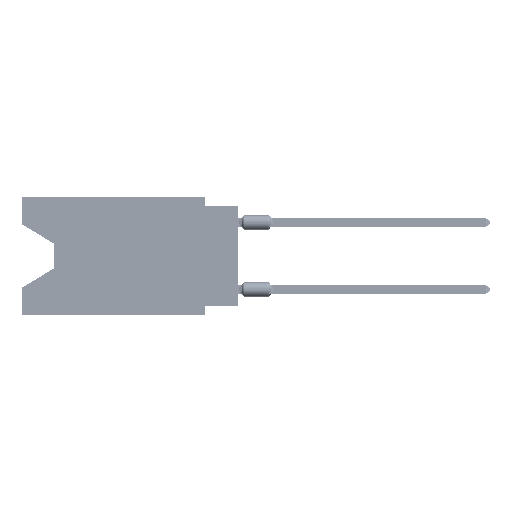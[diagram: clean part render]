
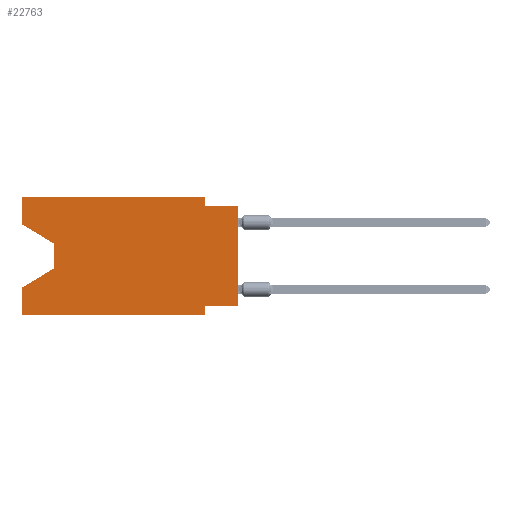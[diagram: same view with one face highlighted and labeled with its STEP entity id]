
A CAD part, left-side view. The second image highlights one B-rep face of the part: STEP entity #22763.
In plain terms, the highlighted planar face has unit normal (-1, 0, 0).
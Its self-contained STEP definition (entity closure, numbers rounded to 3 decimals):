
#19 = ORIENTED_EDGE ( 'NONE', *, *, #40957, .F. ) ;
#729 = ORIENTED_EDGE ( 'NONE', *, *, #78965, .F. ) ;
#1804 = DIRECTION ( 'NONE',  ( 0., 0.855, -0.519 ) ) ;
#5754 = CARTESIAN_POINT ( 'NONE',  ( 0., 16.383, -8.89 ) ) ;
#6464 = CARTESIAN_POINT ( 'NONE',  ( 0., 16.383, -2.038 ) ) ;
#6737 = VERTEX_POINT ( 'NONE', #63795 ) ;
#8876 = VERTEX_POINT ( 'NONE', #54297 ) ;
#9846 = EDGE_CURVE ( 'NONE', #22981, #45144, #35732, .T. ) ;
#10146 = CARTESIAN_POINT ( 'NONE',  ( 0., 16.383, 0. ) ) ;
#10848 = DIRECTION ( 'NONE',  ( 0., 0., 1. ) ) ;
#12414 = VECTOR ( 'NONE', #23777, 1000. ) ;
#13761 = DIRECTION ( 'NONE',  ( 0., 0., 1. ) ) ;
#16499 = VECTOR ( 'NONE', #64301, 1000. ) ;
#16876 = CARTESIAN_POINT ( 'NONE',  ( 0., 16.383, 0. ) ) ;
#17038 = ORIENTED_EDGE ( 'NONE', *, *, #96134, .F. ) ;
#18320 = FACE_OUTER_BOUND ( 'NONE', #25958, .T. ) ;
#18427 = VECTOR ( 'NONE', #20034, 1000. ) ;
#18538 = EDGE_CURVE ( 'NONE', #59730, #8876, #90847, .T. ) ;
#20034 = DIRECTION ( 'NONE',  ( 0., -1., 0. ) ) ;
#20081 = DIRECTION ( 'NONE',  ( 0., 0., 1. ) ) ;
#20569 = ORIENTED_EDGE ( 'NONE', *, *, #50840, .T. ) ;
#21667 = VERTEX_POINT ( 'NONE', #82640 ) ;
#22665 = DIRECTION ( 'NONE',  ( 0., -0.855, -0.519 ) ) ;
#22763 = ADVANCED_FACE ( 'NONE', ( #18320 ), #56096, .F. ) ;
#22981 = VERTEX_POINT ( 'NONE', #29546 ) ;
#23777 = DIRECTION ( 'NONE',  ( 0., 1., 0. ) ) ;
#24421 = ORIENTED_EDGE ( 'NONE', *, *, #81255, .F. ) ;
#25958 = EDGE_LOOP ( 'NONE', ( #85861, #91269, #20569, #19, #74819, #729, #17038, #48102, #95118, #26451, #86834, #24421 ) ) ;
#26451 = ORIENTED_EDGE ( 'NONE', *, *, #65208, .F. ) ;
#26590 = CARTESIAN_POINT ( 'NONE',  ( 0., 13.97, -5.385 ) ) ;
#27165 = VERTEX_POINT ( 'NONE', #73626 ) ;
#29546 = CARTESIAN_POINT ( 'NONE',  ( 0., 16.383, -8.89 ) ) ;
#35288 = VERTEX_POINT ( 'NONE', #60399 ) ;
#35732 = LINE ( 'NONE', #5754, #18427 ) ;
#37074 = EDGE_CURVE ( 'NONE', #21667, #27165, #96642, .T. ) ;
#37527 = LINE ( 'NONE', #74349, #12414 ) ;
#40663 = VECTOR ( 'NONE', #1804, 1000. ) ;
#40908 = DIRECTION ( 'NONE',  ( 0., 0., -1. ) ) ;
#40957 = EDGE_CURVE ( 'NONE', #22981, #71956, #73524, .T. ) ;
#41684 = CARTESIAN_POINT ( 'NONE',  ( 0., 16.383, 0. ) ) ;
#42527 = DIRECTION ( 'NONE',  ( 0., -1., 0. ) ) ;
#43363 = VECTOR ( 'NONE', #13761, 1000. ) ;
#44143 = VECTOR ( 'NONE', #42527, 1000. ) ;
#45144 = VERTEX_POINT ( 'NONE', #81678 ) ;
#45313 = VECTOR ( 'NONE', #83585, 1000. ) ;
#45735 = VERTEX_POINT ( 'NONE', #54540 ) ;
#45955 = VECTOR ( 'NONE', #20081, 1000. ) ;
#46296 = CARTESIAN_POINT ( 'NONE',  ( 0., 2.54, 0. ) ) ;
#48054 = CARTESIAN_POINT ( 'NONE',  ( 0., 0., -0.635 ) ) ;
#48102 = ORIENTED_EDGE ( 'NONE', *, *, #37074, .T. ) ;
#50840 = EDGE_CURVE ( 'NONE', #82047, #71956, #53883, .T. ) ;
#51743 = AXIS2_PLACEMENT_3D ( 'NONE', #16876, #84579, #40908 ) ;
#53130 = CARTESIAN_POINT ( 'NONE',  ( 0., 16.383, -2.038 ) ) ;
#53883 = LINE ( 'NONE', #68123, #40663 ) ;
#54297 = CARTESIAN_POINT ( 'NONE',  ( 0., 13.97, -3.505 ) ) ;
#54540 = CARTESIAN_POINT ( 'NONE',  ( 0., 2.54, -8.255 ) ) ;
#54820 = LINE ( 'NONE', #10146, #93385 ) ;
#55297 = DIRECTION ( 'NONE',  ( 0., -1., 0. ) ) ;
#56096 = PLANE ( 'NONE',  #51743 ) ;
#59730 = VERTEX_POINT ( 'NONE', #53130 ) ;
#60399 = CARTESIAN_POINT ( 'NONE',  ( 0., 2.54, -0.635 ) ) ;
#63795 = CARTESIAN_POINT ( 'NONE',  ( 0., 16.383, 0. ) ) ;
#64301 = DIRECTION ( 'NONE',  ( 0., 0., -1. ) ) ;
#65208 = EDGE_CURVE ( 'NONE', #91845, #35288, #66576, .T. ) ;
#65757 = VECTOR ( 'NONE', #10848, 1000. ) ;
#65788 = CARTESIAN_POINT ( 'NONE',  ( 0., 0., 0. ) ) ;
#66576 = LINE ( 'NONE', #46296, #45313 ) ;
#68123 = CARTESIAN_POINT ( 'NONE',  ( 0., 13.97, -5.385 ) ) ;
#69102 = VECTOR ( 'NONE', #81703, 1000. ) ;
#71835 = EDGE_CURVE ( 'NONE', #6737, #91845, #54820, .T. ) ;
#71956 = VERTEX_POINT ( 'NONE', #88105 ) ;
#73524 = LINE ( 'NONE', #92319, #65757 ) ;
#73626 = CARTESIAN_POINT ( 'NONE',  ( 0., 0., -0.635 ) ) ;
#74349 = CARTESIAN_POINT ( 'NONE',  ( 0., 0., -8.255 ) ) ;
#74819 = ORIENTED_EDGE ( 'NONE', *, *, #9846, .T. ) ;
#76705 = CARTESIAN_POINT ( 'NONE',  ( 0., 2.54, 0. ) ) ;
#78965 = EDGE_CURVE ( 'NONE', #45735, #45144, #89053, .T. ) ;
#80083 = EDGE_CURVE ( 'NONE', #35288, #27165, #80294, .T. ) ;
#80294 = LINE ( 'NONE', #48054, #44143 ) ;
#81255 = EDGE_CURVE ( 'NONE', #59730, #6737, #94651, .T. ) ;
#81678 = CARTESIAN_POINT ( 'NONE',  ( 0., 2.54, -8.89 ) ) ;
#81703 = DIRECTION ( 'NONE',  ( 0., 0., -1. ) ) ;
#82047 = VERTEX_POINT ( 'NONE', #26590 ) ;
#82186 = CARTESIAN_POINT ( 'NONE',  ( 0., 2.54, -8.89 ) ) ;
#82640 = CARTESIAN_POINT ( 'NONE',  ( 0., 0., -8.255 ) ) ;
#83585 = DIRECTION ( 'NONE',  ( 0., 0., -1. ) ) ;
#84579 = DIRECTION ( 'NONE',  ( 1., 0., 0. ) ) ;
#85861 = ORIENTED_EDGE ( 'NONE', *, *, #18538, .T. ) ;
#86834 = ORIENTED_EDGE ( 'NONE', *, *, #71835, .F. ) ;
#88105 = CARTESIAN_POINT ( 'NONE',  ( 0., 16.383, -6.852 ) ) ;
#88775 = CARTESIAN_POINT ( 'NONE',  ( 0., 13.97, -3.505 ) ) ;
#89053 = LINE ( 'NONE', #82186, #69102 ) ;
#90151 = EDGE_CURVE ( 'NONE', #8876, #82047, #94211, .T. ) ;
#90847 = LINE ( 'NONE', #6464, #92166 ) ;
#91269 = ORIENTED_EDGE ( 'NONE', *, *, #90151, .T. ) ;
#91845 = VERTEX_POINT ( 'NONE', #76705 ) ;
#92166 = VECTOR ( 'NONE', #22665, 1000. ) ;
#92319 = CARTESIAN_POINT ( 'NONE',  ( 0., 16.383, 0. ) ) ;
#93385 = VECTOR ( 'NONE', #55297, 1000. ) ;
#94211 = LINE ( 'NONE', #88775, #16499 ) ;
#94651 = LINE ( 'NONE', #41684, #45955 ) ;
#95118 = ORIENTED_EDGE ( 'NONE', *, *, #80083, .F. ) ;
#96134 = EDGE_CURVE ( 'NONE', #21667, #45735, #37527, .T. ) ;
#96642 = LINE ( 'NONE', #65788, #43363 ) ;
